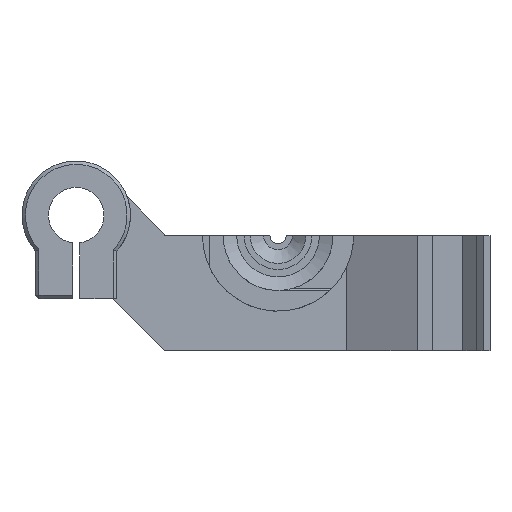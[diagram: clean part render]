
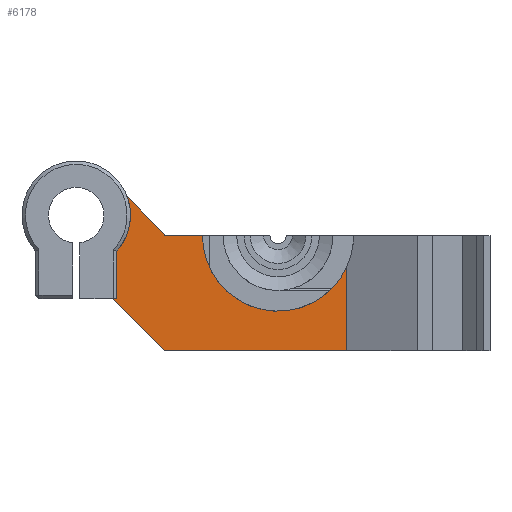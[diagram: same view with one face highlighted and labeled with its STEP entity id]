
A CAD part, front view. The second image highlights one B-rep face of the part: STEP entity #6178.
In plain terms, the highlighted planar face has unit normal (0, -1, 0).
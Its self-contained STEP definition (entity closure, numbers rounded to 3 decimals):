
#332=CIRCLE('',#6540,8.);
#335=CIRCLE('',#6548,11.15);
#522=FACE_OUTER_BOUND('',#867,.T.);
#867=EDGE_LOOP('',(#4178,#4179,#4180,#4181,#4182,#4183,#4184,#4185,#4186,
#4187,#4188));
#1264=LINE('',#8780,#1904);
#1267=LINE('',#8786,#1907);
#1273=LINE('',#8800,#1913);
#1274=LINE('',#8802,#1914);
#1275=LINE('',#8804,#1915);
#1276=LINE('',#8808,#1916);
#1277=LINE('',#8810,#1917);
#1278=LINE('',#8812,#1918);
#1279=LINE('',#8813,#1919);
#1904=VECTOR('',#7125,10.);
#1907=VECTOR('',#7130,10.);
#1913=VECTOR('',#7142,10.);
#1914=VECTOR('',#7143,10.);
#1915=VECTOR('',#7144,10.);
#1916=VECTOR('',#7147,10.);
#1917=VECTOR('',#7148,10.);
#1918=VECTOR('',#7149,10.);
#1919=VECTOR('',#7150,10.);
#2536=VERTEX_POINT('',#8768);
#2537=VERTEX_POINT('',#8770);
#2540=VERTEX_POINT('',#8778);
#2542=VERTEX_POINT('',#8784);
#2547=VERTEX_POINT('',#8799);
#2548=VERTEX_POINT('',#8801);
#2549=VERTEX_POINT('',#8803);
#2550=VERTEX_POINT('',#8805);
#2551=VERTEX_POINT('',#8807);
#2552=VERTEX_POINT('',#8809);
#2553=VERTEX_POINT('',#8811);
#3170=EDGE_CURVE('',#2537,#2536,#332,.T.);
#3175=EDGE_CURVE('',#2536,#2540,#1264,.T.);
#3178=EDGE_CURVE('',#2540,#2542,#1267,.T.);
#3185=EDGE_CURVE('',#2547,#2542,#1273,.T.);
#3186=EDGE_CURVE('',#2547,#2548,#1274,.T.);
#3187=EDGE_CURVE('',#2548,#2549,#1275,.T.);
#3188=EDGE_CURVE('',#2550,#2549,#335,.T.);
#3189=EDGE_CURVE('',#2550,#2551,#1276,.T.);
#3190=EDGE_CURVE('',#2551,#2552,#1277,.T.);
#3191=EDGE_CURVE('',#2553,#2552,#1278,.T.);
#3192=EDGE_CURVE('',#2537,#2553,#1279,.T.);
#4178=ORIENTED_EDGE('',*,*,#3170,.T.);
#4179=ORIENTED_EDGE('',*,*,#3175,.T.);
#4180=ORIENTED_EDGE('',*,*,#3178,.T.);
#4181=ORIENTED_EDGE('',*,*,#3185,.F.);
#4182=ORIENTED_EDGE('',*,*,#3186,.T.);
#4183=ORIENTED_EDGE('',*,*,#3187,.T.);
#4184=ORIENTED_EDGE('',*,*,#3188,.F.);
#4185=ORIENTED_EDGE('',*,*,#3189,.T.);
#4186=ORIENTED_EDGE('',*,*,#3190,.T.);
#4187=ORIENTED_EDGE('',*,*,#3191,.F.);
#4188=ORIENTED_EDGE('',*,*,#3192,.F.);
#5967=PLANE('',#6547);
#6178=ADVANCED_FACE('',(#522),#5967,.F.);
#6540=AXIS2_PLACEMENT_3D('',#8771,#7115,#7116);
#6547=AXIS2_PLACEMENT_3D('',#8798,#7140,#7141);
#6548=AXIS2_PLACEMENT_3D('',#8806,#7145,#7146);
#7115=DIRECTION('center_axis',(0.,1.,0.));
#7116=DIRECTION('ref_axis',(0.75,0.,-0.661));
#7125=DIRECTION('',(0.,0.,-1.));
#7130=DIRECTION('',(-1.,0.,0.));
#7140=DIRECTION('center_axis',(0.,1.,0.));
#7141=DIRECTION('ref_axis',(-1.,0.,0.));
#7142=DIRECTION('',(-0.707,0.,0.707));
#7143=DIRECTION('',(1.,0.,0.));
#7144=DIRECTION('',(0.,0.,1.));
#7145=DIRECTION('center_axis',(0.,-1.,0.));
#7146=DIRECTION('ref_axis',(-1.,0.,0.));
#7147=DIRECTION('',(-1.,0.,0.));
#7148=DIRECTION('',(0.,0.,1.));
#7149=DIRECTION('',(1.,0.,0.));
#7150=DIRECTION('',(0.705,0.,-0.709));
#8768=CARTESIAN_POINT('',(10.,-22.,14.708));
#8770=CARTESIAN_POINT('',(11.531,-22.,22.7));
#8771=CARTESIAN_POINT('Origin',(4.,-22.,20.));
#8778=CARTESIAN_POINT('',(10.,-22.,7.7));
#8780=CARTESIAN_POINT('',(10.,-22.,3.85));
#8784=CARTESIAN_POINT('',(9.3,-22.,7.7));
#8786=CARTESIAN_POINT('',(24.2,-22.,7.7));
#8798=CARTESIAN_POINT('Origin',(43.9,-22.,0.));
#8799=CARTESIAN_POINT('',(17.,-22.,0.));
#8800=CARTESIAN_POINT('',(17.,-22.,0.));
#8801=CARTESIAN_POINT('',(43.9,-22.,0.));
#8802=CARTESIAN_POINT('',(29.,-22.,0.));
#8803=CARTESIAN_POINT('',(43.9,-22.,12.385));
#8804=CARTESIAN_POINT('',(43.9,-22.,0.));
#8805=CARTESIAN_POINT('',(22.6,-22.,17.));
#8806=CARTESIAN_POINT('Origin',(33.75,-22.,17.));
#8807=CARTESIAN_POINT('',(17.008,-22.,17.));
#8808=CARTESIAN_POINT('',(17.245,-22.,17.));
#8809=CARTESIAN_POINT('',(17.008,-22.,17.2));
#8810=CARTESIAN_POINT('',(17.008,-22.,17.));
#8811=CARTESIAN_POINT('',(16.994,-22.,17.2));
#8812=CARTESIAN_POINT('',(11.416,-22.,17.2));
#8813=CARTESIAN_POINT('',(26.61,-22.,7.52));
